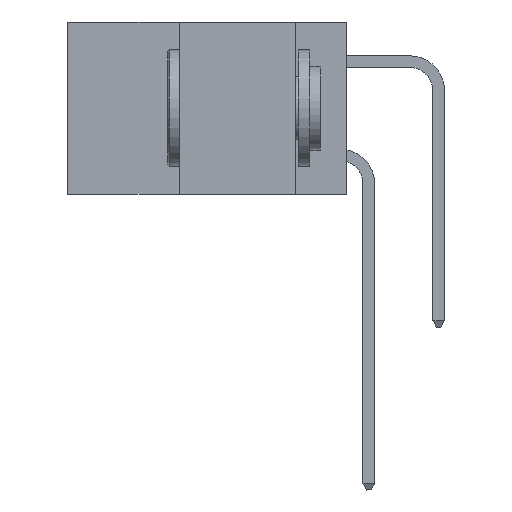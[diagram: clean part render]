
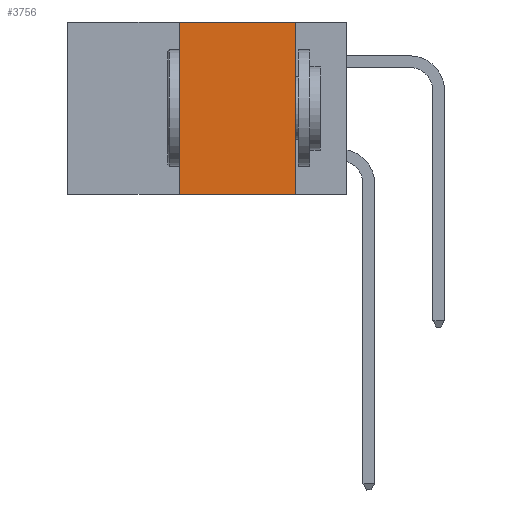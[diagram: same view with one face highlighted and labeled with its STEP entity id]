
A CAD part, left-side view. The second image highlights one B-rep face of the part: STEP entity #3756.
In plain terms, the highlighted planar face has unit normal (-1, 0, 0).
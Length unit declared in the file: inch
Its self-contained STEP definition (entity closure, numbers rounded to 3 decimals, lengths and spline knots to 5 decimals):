
#1169 = DIRECTION ( 'NONE',  ( 0., 0., -1. ) ) ;
#1383 = CARTESIAN_POINT ( 'NONE',  ( 0., 0.6, 0. ) ) ;
#2345 = ORIENTED_EDGE ( 'NONE', *, *, #21694, .F. ) ;
#3734 = DIRECTION ( 'NONE',  ( 0., 0., -1. ) ) ;
#3756 = ADVANCED_FACE ( 'NONE', ( #36149 ), #20439, .F. ) ;
#4212 = CARTESIAN_POINT ( 'NONE',  ( 0., 0.11, 0. ) ) ;
#4853 = VERTEX_POINT ( 'NONE', #32180 ) ;
#5243 = CARTESIAN_POINT ( 'NONE',  ( 0., 0.36, 0. ) ) ;
#7001 = ORIENTED_EDGE ( 'NONE', *, *, #38847, .F. ) ;
#7079 = ORIENTED_EDGE ( 'NONE', *, *, #14931, .T. ) ;
#7263 = VECTOR ( 'NONE', #23498, 39.37008 ) ;
#10915 = VERTEX_POINT ( 'NONE', #34312 ) ;
#11924 = LINE ( 'NONE', #5243, #40454 ) ;
#14931 = EDGE_CURVE ( 'NONE', #4853, #41038, #25498, .T. ) ;
#15448 = DIRECTION ( 'NONE',  ( 0., 0., 1. ) ) ;
#15931 = ORIENTED_EDGE ( 'NONE', *, *, #44191, .F. ) ;
#18360 = DIRECTION ( 'NONE',  ( 0., -1., 0. ) ) ;
#20439 = PLANE ( 'NONE',  #27929 ) ;
#21433 = EDGE_LOOP ( 'NONE', ( #15931, #2345, #7001, #7079 ) ) ;
#21694 = EDGE_CURVE ( 'NONE', #10915, #33606, #26152, .T. ) ;
#22926 = VECTOR ( 'NONE', #18360, 39.37008 ) ;
#23498 = DIRECTION ( 'NONE',  ( 0., -1., 0. ) ) ;
#25498 = LINE ( 'NONE', #43797, #7263 ) ;
#26152 = LINE ( 'NONE', #1383, #22926 ) ;
#27929 = AXIS2_PLACEMENT_3D ( 'NONE', #34534, #44417, #3734 ) ;
#29580 = CARTESIAN_POINT ( 'NONE',  ( 0., 0.11, -0.37 ) ) ;
#32180 = CARTESIAN_POINT ( 'NONE',  ( 0., 0.36, -0.37 ) ) ;
#33606 = VERTEX_POINT ( 'NONE', #42650 ) ;
#34312 = CARTESIAN_POINT ( 'NONE',  ( 0., 0.36, 0. ) ) ;
#34534 = CARTESIAN_POINT ( 'NONE',  ( 0., 0.6, 0. ) ) ;
#36149 = FACE_OUTER_BOUND ( 'NONE', #21433, .T. ) ;
#38847 = EDGE_CURVE ( 'NONE', #4853, #10915, #11924, .T. ) ;
#39758 = VECTOR ( 'NONE', #1169, 39.37008 ) ;
#40454 = VECTOR ( 'NONE', #15448, 39.37008 ) ;
#40843 = LINE ( 'NONE', #4212, #39758 ) ;
#41038 = VERTEX_POINT ( 'NONE', #29580 ) ;
#42650 = CARTESIAN_POINT ( 'NONE',  ( 0., 0.11, 0. ) ) ;
#43797 = CARTESIAN_POINT ( 'NONE',  ( 0., 0.6, -0.37 ) ) ;
#44191 = EDGE_CURVE ( 'NONE', #33606, #41038, #40843, .T. ) ;
#44417 = DIRECTION ( 'NONE',  ( 1., 0., 0. ) ) ;
